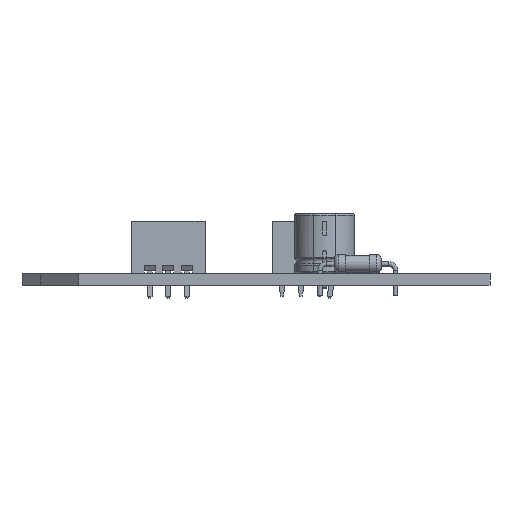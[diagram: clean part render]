
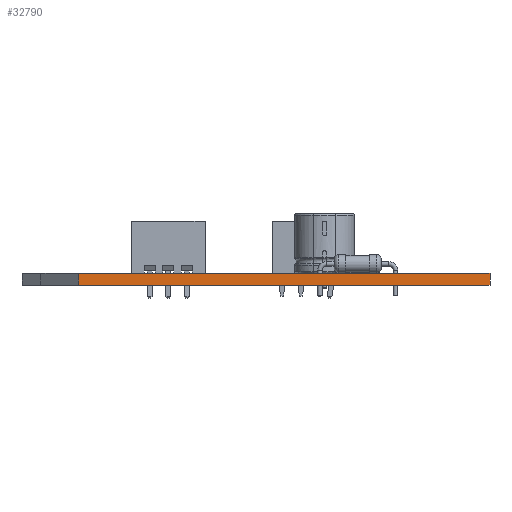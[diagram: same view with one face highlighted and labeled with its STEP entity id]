
A CAD part, front view. The second image highlights one B-rep face of the part: STEP entity #32790.
In plain terms, the highlighted planar face has unit normal (0, -1, 0).
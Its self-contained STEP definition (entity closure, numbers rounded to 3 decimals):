
#28017 = PLANE('',#28018);
#28018 = AXIS2_PLACEMENT_3D('',#28019,#28020,#28021);
#28019 = CARTESIAN_POINT('',(77.838,-90.76,1.6));
#28020 = DIRECTION('',(0.,0.,-1.));
#28021 = DIRECTION('',(-1.,0.,0.));
#28045 = PLANE('',#28046);
#28046 = AXIS2_PLACEMENT_3D('',#28047,#28048,#28049);
#28047 = CARTESIAN_POINT('',(111.125,-94.615,0.));
#28048 = DIRECTION('',(1.,0.,0.));
#28049 = DIRECTION('',(0.,-1.,0.));
#28071 = PLANE('',#28072);
#28072 = AXIS2_PLACEMENT_3D('',#28073,#28074,#28075);
#28073 = CARTESIAN_POINT('',(77.838,-90.76,0.));
#28074 = DIRECTION('',(0.,0.,-1.));
#28075 = DIRECTION('',(-1.,0.,0.));
#28164 = VERTEX_POINT('',#28165);
#28165 = CARTESIAN_POINT('',(111.125,-120.015,1.6));
#28186 = EDGE_CURVE('',#28187,#28164,#28189,.T.);
#28187 = VERTEX_POINT('',#28188);
#28188 = CARTESIAN_POINT('',(111.125,-120.015,0.));
#28189 = SURFACE_CURVE('',#28190,(#28194,#28201),.PCURVE_S1.);
#28190 = LINE('',#28191,#28192);
#28191 = CARTESIAN_POINT('',(111.125,-120.015,0.));
#28192 = VECTOR('',#28193,1.);
#28193 = DIRECTION('',(0.,0.,1.));
#28194 = PCURVE('',#28045,#28195);
#28195 = DEFINITIONAL_REPRESENTATION('',(#28196),#28200);
#28196 = LINE('',#28197,#28198);
#28197 = CARTESIAN_POINT('',(25.4,0.));
#28198 = VECTOR('',#28199,1.);
#28199 = DIRECTION('',(0.,-1.));
#28200 = ( GEOMETRIC_REPRESENTATION_CONTEXT(2) 
PARAMETRIC_REPRESENTATION_CONTEXT() REPRESENTATION_CONTEXT('2D SPACE',''
  ) );
#28201 = PCURVE('',#28202,#28207);
#28202 = PLANE('',#28203);
#28203 = AXIS2_PLACEMENT_3D('',#28204,#28205,#28206);
#28204 = CARTESIAN_POINT('',(111.125,-120.015,0.));
#28205 = DIRECTION('',(0.,-1.,0.));
#28206 = DIRECTION('',(-1.,0.,0.));
#28207 = DEFINITIONAL_REPRESENTATION('',(#28208),#28212);
#28208 = LINE('',#28209,#28210);
#28209 = CARTESIAN_POINT('',(0.,0.));
#28210 = VECTOR('',#28211,1.);
#28211 = DIRECTION('',(0.,-1.));
#28212 = ( GEOMETRIC_REPRESENTATION_CONTEXT(2) 
PARAMETRIC_REPRESENTATION_CONTEXT() REPRESENTATION_CONTEXT('2D SPACE',''
  ) );
#28240 = EDGE_CURVE('',#28187,#28241,#28243,.T.);
#28241 = VERTEX_POINT('',#28242);
#28242 = CARTESIAN_POINT('',(55.88,-120.015,0.));
#28243 = SURFACE_CURVE('',#28244,(#28248,#28255),.PCURVE_S1.);
#28244 = LINE('',#28245,#28246);
#28245 = CARTESIAN_POINT('',(111.125,-120.015,0.));
#28246 = VECTOR('',#28247,1.);
#28247 = DIRECTION('',(-1.,0.,0.));
#28248 = PCURVE('',#28071,#28249);
#28249 = DEFINITIONAL_REPRESENTATION('',(#28250),#28254);
#28250 = LINE('',#28251,#28252);
#28251 = CARTESIAN_POINT('',(-33.287,-29.255));
#28252 = VECTOR('',#28253,1.);
#28253 = DIRECTION('',(1.,0.));
#28254 = ( GEOMETRIC_REPRESENTATION_CONTEXT(2) 
PARAMETRIC_REPRESENTATION_CONTEXT() REPRESENTATION_CONTEXT('2D SPACE',''
  ) );
#28255 = PCURVE('',#28202,#28256);
#28256 = DEFINITIONAL_REPRESENTATION('',(#28257),#28261);
#28257 = LINE('',#28258,#28259);
#28258 = CARTESIAN_POINT('',(0.,0.));
#28259 = VECTOR('',#28260,1.);
#28260 = DIRECTION('',(1.,0.));
#28261 = ( GEOMETRIC_REPRESENTATION_CONTEXT(2) 
PARAMETRIC_REPRESENTATION_CONTEXT() REPRESENTATION_CONTEXT('2D SPACE',''
  ) );
#28279 = PLANE('',#28280);
#28280 = AXIS2_PLACEMENT_3D('',#28281,#28282,#28283);
#28281 = CARTESIAN_POINT('',(55.88,-120.015,0.));
#28282 = DIRECTION('',(-0.707,-0.707,0.));
#28283 = DIRECTION('',(-0.707,0.707,0.));
#30677 = EDGE_CURVE('',#28164,#30678,#30680,.T.);
#30678 = VERTEX_POINT('',#30679);
#30679 = CARTESIAN_POINT('',(55.88,-120.015,1.6));
#30680 = SURFACE_CURVE('',#30681,(#30685,#30692),.PCURVE_S1.);
#30681 = LINE('',#30682,#30683);
#30682 = CARTESIAN_POINT('',(111.125,-120.015,1.6));
#30683 = VECTOR('',#30684,1.);
#30684 = DIRECTION('',(-1.,0.,0.));
#30685 = PCURVE('',#28017,#30686);
#30686 = DEFINITIONAL_REPRESENTATION('',(#30687),#30691);
#30687 = LINE('',#30688,#30689);
#30688 = CARTESIAN_POINT('',(-33.287,-29.255));
#30689 = VECTOR('',#30690,1.);
#30690 = DIRECTION('',(1.,0.));
#30691 = ( GEOMETRIC_REPRESENTATION_CONTEXT(2) 
PARAMETRIC_REPRESENTATION_CONTEXT() REPRESENTATION_CONTEXT('2D SPACE',''
  ) );
#30692 = PCURVE('',#28202,#30693);
#30693 = DEFINITIONAL_REPRESENTATION('',(#30694),#30698);
#30694 = LINE('',#30695,#30696);
#30695 = CARTESIAN_POINT('',(0.,-1.6));
#30696 = VECTOR('',#30697,1.);
#30697 = DIRECTION('',(1.,0.));
#30698 = ( GEOMETRIC_REPRESENTATION_CONTEXT(2) 
PARAMETRIC_REPRESENTATION_CONTEXT() REPRESENTATION_CONTEXT('2D SPACE',''
  ) );
#32790 = ADVANCED_FACE('',(#32791),#28202,.T.);
#32791 = FACE_BOUND('',#32792,.T.);
#32792 = EDGE_LOOP('',(#32793,#32794,#32795,#32816));
#32793 = ORIENTED_EDGE('',*,*,#28186,.T.);
#32794 = ORIENTED_EDGE('',*,*,#30677,.T.);
#32795 = ORIENTED_EDGE('',*,*,#32796,.F.);
#32796 = EDGE_CURVE('',#28241,#30678,#32797,.T.);
#32797 = SURFACE_CURVE('',#32798,(#32802,#32809),.PCURVE_S1.);
#32798 = LINE('',#32799,#32800);
#32799 = CARTESIAN_POINT('',(55.88,-120.015,0.));
#32800 = VECTOR('',#32801,1.);
#32801 = DIRECTION('',(0.,0.,1.));
#32802 = PCURVE('',#28202,#32803);
#32803 = DEFINITIONAL_REPRESENTATION('',(#32804),#32808);
#32804 = LINE('',#32805,#32806);
#32805 = CARTESIAN_POINT('',(55.245,0.));
#32806 = VECTOR('',#32807,1.);
#32807 = DIRECTION('',(0.,-1.));
#32808 = ( GEOMETRIC_REPRESENTATION_CONTEXT(2) 
PARAMETRIC_REPRESENTATION_CONTEXT() REPRESENTATION_CONTEXT('2D SPACE',''
  ) );
#32809 = PCURVE('',#28279,#32810);
#32810 = DEFINITIONAL_REPRESENTATION('',(#32811),#32815);
#32811 = LINE('',#32812,#32813);
#32812 = CARTESIAN_POINT('',(0.,0.));
#32813 = VECTOR('',#32814,1.);
#32814 = DIRECTION('',(0.,-1.));
#32815 = ( GEOMETRIC_REPRESENTATION_CONTEXT(2) 
PARAMETRIC_REPRESENTATION_CONTEXT() REPRESENTATION_CONTEXT('2D SPACE',''
  ) );
#32816 = ORIENTED_EDGE('',*,*,#28240,.F.);
